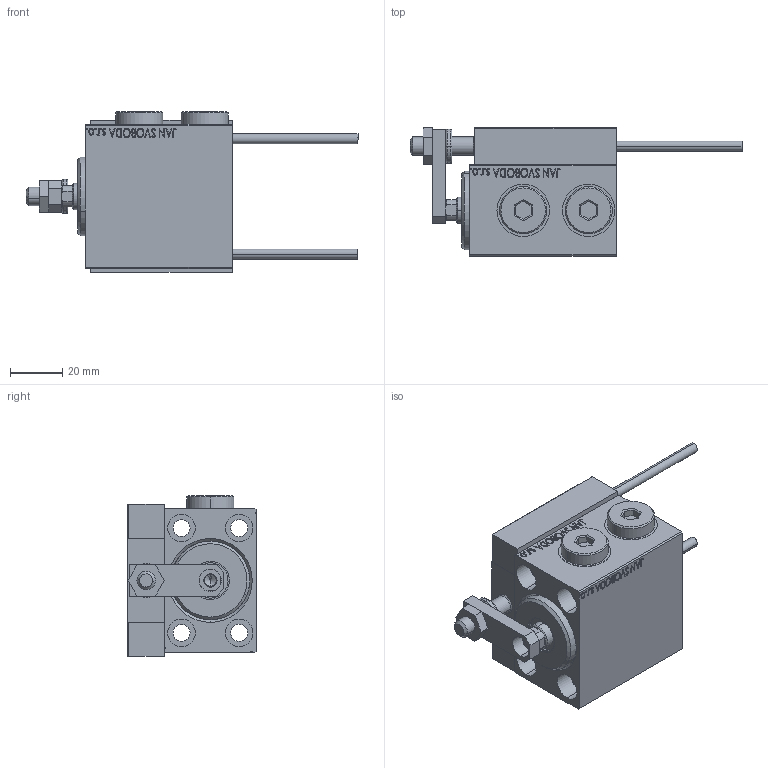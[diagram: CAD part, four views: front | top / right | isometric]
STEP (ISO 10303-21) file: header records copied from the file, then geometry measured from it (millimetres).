
FILE_DESCRIPTION (( 'STEP AP203' ), '1' );
FILE_NAME ('4332.STEP', '2024-04-17T13:19:16', ( '' ), ( '' ), 'SwSTEP 2.0', 'SolidWorks 2019', '' );
FILE_SCHEMA (( 'CONFIG_CONTROL_DESIGN' ));
Length unit declared in the file: millimetre
Products named in the file (16): MAGNET ee1b4c08a0dd54d3952c14018cd09164; SWITCH DIM B,W ee1b4c08a0dd54d3952c14018cd09164; ALLEN BOLT D5 ee1b4c08a0dd54d3952c14018cd09164; ALLEN BOLT D8 ee1b4c08a0dd54d3952c14018cd09164; Zatka_OIL_PORT ee1b4c08a0dd54d3952c14018cd09164; SWITCH_X_FRONT_BACK ee1b4c08a0dd54d3952c14018cd09164; V450CM_VC_B ee1b4c08a0dd54d3952c14018cd09164; SWITCH X ee1b4c08a0dd54d3952c14018cd09164; V450CM_C_VCP ee1b4c08a0dd54d3952c14018cd09164; 4332; V450CM_C_Body ee1b4c08a0dd54d3952c14018cd09164; TYC_L79 ee1b4c08a0dd54d3952c14018cd09164; NUT_D12 ee1b4c08a0dd54d3952c14018cd09164; Block ee1b4c08a0dd54d3952c14018cd09164; ZARAZKA ee1b4c08a0dd54d3952c14018cd09164; KONCOVKA ee1b4c08a0dd54d3952c14018cd09164
Assembly tree (26 placements, depth 3):
  4332
    V450CM_C_Body ee1b4c08a0dd54d3952c14018cd09164
    SWITCH X ee1b4c08a0dd54d3952c14018cd09164
      SWITCH_X_FRONT_BACK ee1b4c08a0dd54d3952c14018cd09164  x2
      TYC_L79 ee1b4c08a0dd54d3952c14018cd09164
      Block ee1b4c08a0dd54d3952c14018cd09164  x2
      ALLEN BOLT D5 ee1b4c08a0dd54d3952c14018cd09164  x4
      ALLEN BOLT D8 ee1b4c08a0dd54d3952c14018cd09164  x4
      MAGNET ee1b4c08a0dd54d3952c14018cd09164  x2
      KONCOVKA ee1b4c08a0dd54d3952c14018cd09164  x2
    NUT_D12 ee1b4c08a0dd54d3952c14018cd09164
    SWITCH DIM B,W ee1b4c08a0dd54d3952c14018cd09164
    ZARAZKA ee1b4c08a0dd54d3952c14018cd09164
    V450CM_C_VCP ee1b4c08a0dd54d3952c14018cd09164
    V450CM_VC_B ee1b4c08a0dd54d3952c14018cd09164
    Zatka_OIL_PORT ee1b4c08a0dd54d3952c14018cd09164  x2
Bounding box: 126.7 x 49 x 61.4 mm (x, y, z)
Volume: 134627.9 mm3; surface area: 52697.1 mm2
Topology: 25 solids, 25 shells, 1339 faces, 3194 edges, 2039 vertices
Faces by surface type: plane 595, bspline 380, cylinder 206, cone 110, torus 44, sphere 4
Entity records: 51528 total; most frequent: CARTESIAN_POINT 26248, ORIENTED_EDGE 5328, DIRECTION 3650, EDGE_CURVE 2664, VERTEX_POINT 1739, VECTOR 1536, LINE 1536, EDGE_LOOP 1239
